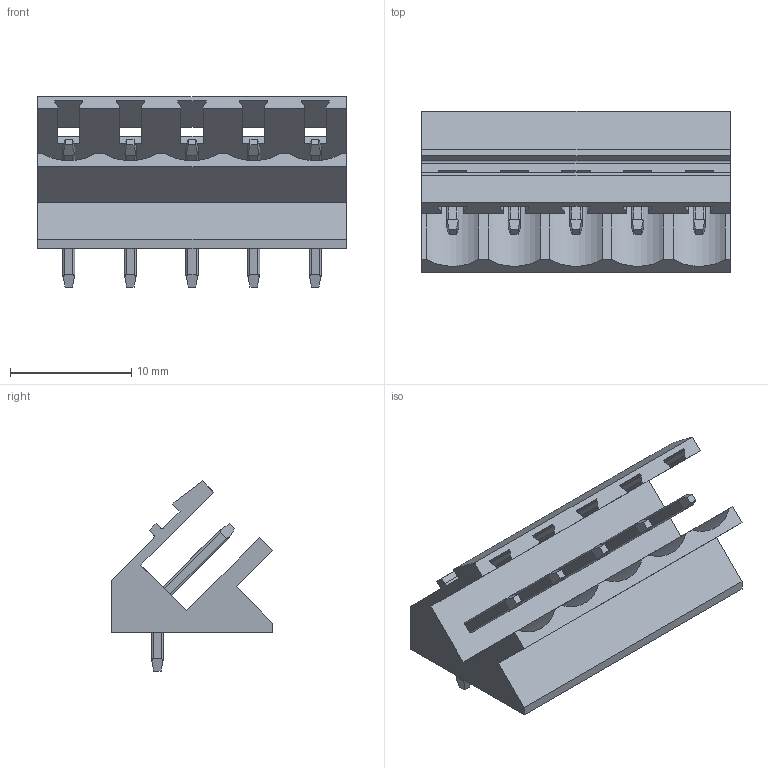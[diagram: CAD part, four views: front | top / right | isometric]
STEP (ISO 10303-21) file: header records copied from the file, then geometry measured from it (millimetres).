
FILE_DESCRIPTION(('CATIA V5 STEP Exchange','CAx-IF Rec.Pracs.--- Model Styling and Organization---1.4--- 2014-01-23'),'2;1');
FILE_NAME ('D1490188_0_1907050000_1907050000.stp','2021-06-18T11:28:46+00:00',('none'),('Weidmueller'),'CATIA Version 5-6 Release 2016 SP3 HF44','CATIA V5 STEP AP214','none');
FILE_SCHEMA(('AUTOMOTIVE_DESIGN { 1 0 10303 214 1 1 1 1 }'));
Length unit declared in the file: millimetre
Products named in the file (1): 1907050000
Bounding box: 25.4 x 13.3 x 15.67 mm (x, y, z)
Volume: 1551.3 mm3; surface area: 2152.6 mm2
Topology: 6 solids, 6 shells, 267 faces, 735 edges, 470 vertices
Faces by surface type: plane 180, cylinder 87
Entity records: 9633 total; most frequent: CARTESIAN_POINT 2913, ORIENTED_EDGE 1470, DIRECTION 1079, EDGE_CURVE 735, VECTOR 561, LINE 561, VERTEX_POINT 470, AXIS2_PLACEMENT_3D 287
